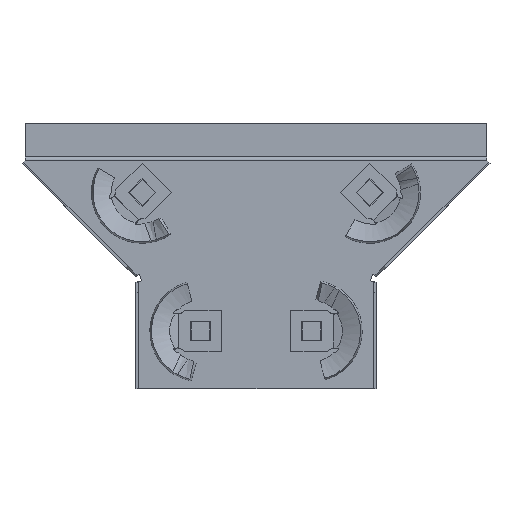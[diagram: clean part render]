
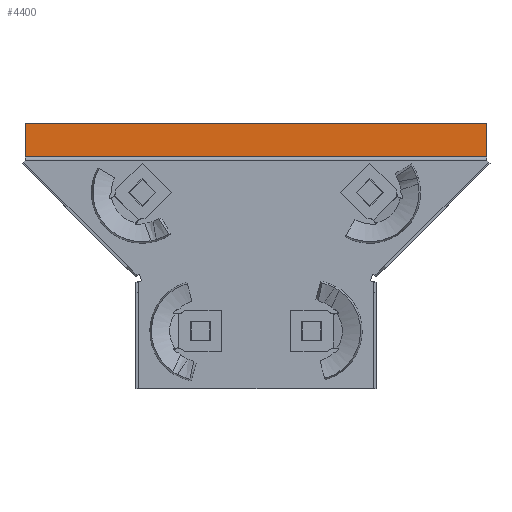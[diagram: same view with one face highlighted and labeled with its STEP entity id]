
A CAD part, front view. The second image highlights one B-rep face of the part: STEP entity #4400.
In plain terms, the highlighted planar face has unit normal (0, -1, 0).
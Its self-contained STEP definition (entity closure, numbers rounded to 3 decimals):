
#26 = CARTESIAN_POINT ( 'NONE',  ( -100., -0.066, -14.527 ) ) ;
#86 = ORIENTED_EDGE ( 'NONE', *, *, #4649, .F. ) ;
#640 = CARTESIAN_POINT ( 'NONE',  ( -100., -0.066, -14.527 ) ) ;
#697 = VERTEX_POINT ( 'NONE', #1487 ) ;
#1054 = VERTEX_POINT ( 'NONE', #26 ) ;
#1083 = EDGE_CURVE ( 'NONE', #1054, #3587, #4797, .T. ) ;
#1221 = CARTESIAN_POINT ( 'NONE',  ( 100., -0.066, -0.144 ) ) ;
#1264 = DIRECTION ( 'NONE',  ( 0., 0., -1. ) ) ;
#1314 = PLANE ( 'NONE',  #3151 ) ;
#1442 = ORIENTED_EDGE ( 'NONE', *, *, #1620, .F. ) ;
#1487 = CARTESIAN_POINT ( 'NONE',  ( -100., -0.066, -0.144 ) ) ;
#1618 = ORIENTED_EDGE ( 'NONE', *, *, #1083, .T. ) ;
#1620 = EDGE_CURVE ( 'NONE', #697, #2220, #4719, .T. ) ;
#1890 = VECTOR ( 'NONE', #1264, 1000. ) ;
#2220 = VERTEX_POINT ( 'NONE', #5085 ) ;
#2285 = ORIENTED_EDGE ( 'NONE', *, *, #5810, .F. ) ;
#2382 = DIRECTION ( 'NONE',  ( 0., -1., 0. ) ) ;
#3151 = AXIS2_PLACEMENT_3D ( 'NONE', #4240, #2382, #5254 ) ;
#3190 = LINE ( 'NONE', #1221, #1890 ) ;
#3442 = VECTOR ( 'NONE', #4922, 1000. ) ;
#3505 = VECTOR ( 'NONE', #5538, 1000. ) ;
#3571 = CARTESIAN_POINT ( 'NONE',  ( -100., -0.066, -0.144 ) ) ;
#3587 = VERTEX_POINT ( 'NONE', #5346 ) ;
#3653 = LINE ( 'NONE', #3571, #3505 ) ;
#4240 = CARTESIAN_POINT ( 'NONE',  ( -100., -0.066, -115.344 ) ) ;
#4400 = ADVANCED_FACE ( 'NONE', ( #6195 ), #1314, .T. ) ;
#4518 = DIRECTION ( 'NONE',  ( 1., 0., 0. ) ) ;
#4649 = EDGE_CURVE ( 'NONE', #1054, #697, #3653, .T. ) ;
#4719 = LINE ( 'NONE', #5417, #3442 ) ;
#4797 = LINE ( 'NONE', #640, #5737 ) ;
#4922 = DIRECTION ( 'NONE',  ( 1., 0., 0. ) ) ;
#5085 = CARTESIAN_POINT ( 'NONE',  ( 100., -0.066, -0.144 ) ) ;
#5254 = DIRECTION ( 'NONE',  ( 0., 0., -1. ) ) ;
#5327 = EDGE_LOOP ( 'NONE', ( #86, #1618, #2285, #1442 ) ) ;
#5346 = CARTESIAN_POINT ( 'NONE',  ( 100., -0.066, -14.527 ) ) ;
#5417 = CARTESIAN_POINT ( 'NONE',  ( 100., -0.066, -0.144 ) ) ;
#5538 = DIRECTION ( 'NONE',  ( 0., 0., 1. ) ) ;
#5737 = VECTOR ( 'NONE', #4518, 1000. ) ;
#5810 = EDGE_CURVE ( 'NONE', #2220, #3587, #3190, .T. ) ;
#6195 = FACE_OUTER_BOUND ( 'NONE', #5327, .T. ) ;
